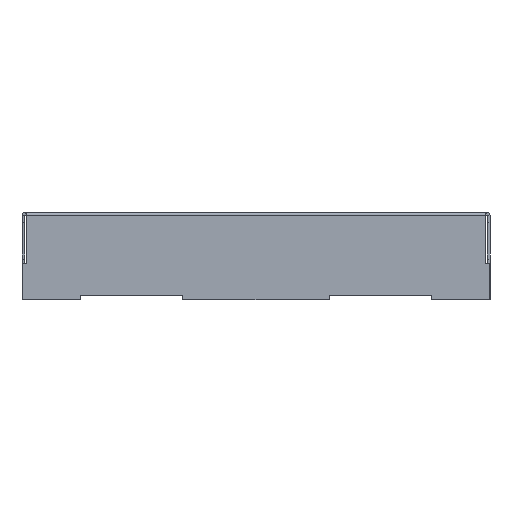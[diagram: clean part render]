
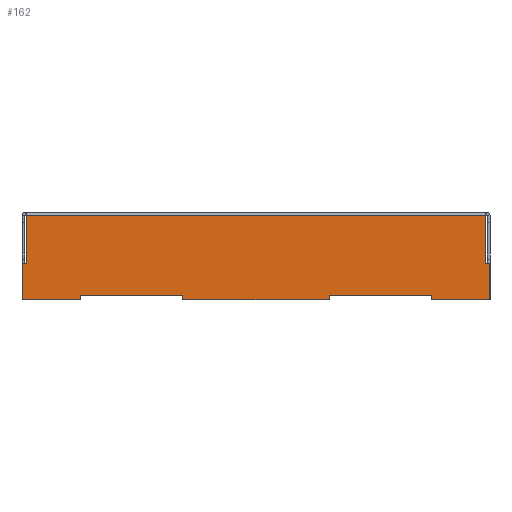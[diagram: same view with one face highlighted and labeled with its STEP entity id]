
A CAD part, front view. The second image highlights one B-rep face of the part: STEP entity #162.
In plain terms, the highlighted planar face has unit normal (0, -1, 0).
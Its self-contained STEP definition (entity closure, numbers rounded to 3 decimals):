
#4 = CARTESIAN_POINT ( 'NONE',  ( 12., -16., 6. ) ) ;
#30 = DIRECTION ( 'NONE',  ( 0., 0., 1. ) ) ;
#130 = VERTEX_POINT ( 'NONE', #4876 ) ;
#162 = ADVANCED_FACE ( 'NONE', ( #4542 ), #1402, .F. ) ;
#382 = LINE ( 'NONE', #950, #2167 ) ;
#458 = VECTOR ( 'NONE', #6757, 1000. ) ;
#465 = CARTESIAN_POINT ( 'NONE',  ( -5., -16., 0.3 ) ) ;
#595 = DIRECTION ( 'NONE',  ( 1., 0., 0. ) ) ;
#612 = EDGE_CURVE ( 'NONE', #5464, #2026, #3369, .T. ) ;
#643 = CARTESIAN_POINT ( 'NONE',  ( -12., -16., 0. ) ) ;
#684 = VERTEX_POINT ( 'NONE', #2141 ) ;
#694 = VECTOR ( 'NONE', #6568, 1000. ) ;
#736 = LINE ( 'NONE', #4667, #7294 ) ;
#819 = CARTESIAN_POINT ( 'NONE',  ( -16., -16., 0. ) ) ;
#878 = CARTESIAN_POINT ( 'NONE',  ( -15.694, -16., 5.79 ) ) ;
#950 = CARTESIAN_POINT ( 'NONE',  ( 5., -16., 6. ) ) ;
#976 = VERTEX_POINT ( 'NONE', #643 ) ;
#1006 = ORIENTED_EDGE ( 'NONE', *, *, #3774, .T. ) ;
#1163 = EDGE_LOOP ( 'NONE', ( #5990, #6155, #6365, #7102, #6052, #8035, #5353, #5594, #7300, #8603, #6020, #3604, #1653, #2606, #3950, #1006 ) ) ;
#1263 = CARTESIAN_POINT ( 'NONE',  ( -16., -16., 0. ) ) ;
#1367 = EDGE_CURVE ( 'NONE', #684, #6893, #382, .T. ) ;
#1370 = VERTEX_POINT ( 'NONE', #6715 ) ;
#1383 = DIRECTION ( 'NONE',  ( -1., 0., 0. ) ) ;
#1402 = PLANE ( 'NONE',  #2062 ) ;
#1460 = LINE ( 'NONE', #2037, #8452 ) ;
#1574 = VECTOR ( 'NONE', #4403, 1000. ) ;
#1653 = ORIENTED_EDGE ( 'NONE', *, *, #2394, .T. ) ;
#1934 = VECTOR ( 'NONE', #2205, 1000. ) ;
#2026 = VERTEX_POINT ( 'NONE', #4899 ) ;
#2037 = CARTESIAN_POINT ( 'NONE',  ( -12., -16., 6. ) ) ;
#2062 = AXIS2_PLACEMENT_3D ( 'NONE', #7251, #3742, #5329 ) ;
#2080 = DIRECTION ( 'NONE',  ( 1., 0., 0. ) ) ;
#2140 = CARTESIAN_POINT ( 'NONE',  ( -15.694, -16., 6. ) ) ;
#2141 = CARTESIAN_POINT ( 'NONE',  ( 5., -16., 0. ) ) ;
#2167 = VECTOR ( 'NONE', #5684, 1000. ) ;
#2180 = VECTOR ( 'NONE', #3234, 1000. ) ;
#2205 = DIRECTION ( 'NONE',  ( 0., 0., 1. ) ) ;
#2218 = DIRECTION ( 'NONE',  ( 1., 0., 0. ) ) ;
#2264 = LINE ( 'NONE', #7634, #7446 ) ;
#2276 = CARTESIAN_POINT ( 'NONE',  ( -16., -16., 0.3 ) ) ;
#2394 = EDGE_CURVE ( 'NONE', #4288, #684, #2469, .T. ) ;
#2399 = CARTESIAN_POINT ( 'NONE',  ( 15.994, -16., 0. ) ) ;
#2468 = LINE ( 'NONE', #819, #4074 ) ;
#2469 = LINE ( 'NONE', #1263, #5845 ) ;
#2539 = CARTESIAN_POINT ( 'NONE',  ( 15.994, -16., 0. ) ) ;
#2606 = ORIENTED_EDGE ( 'NONE', *, *, #1367, .T. ) ;
#2708 = CARTESIAN_POINT ( 'NONE',  ( -15.694, -16., 5.79 ) ) ;
#2988 = VERTEX_POINT ( 'NONE', #4259 ) ;
#3109 = CARTESIAN_POINT ( 'NONE',  ( -15.994, -16., 0. ) ) ;
#3234 = DIRECTION ( 'NONE',  ( 0., 0., -1. ) ) ;
#3260 = LINE ( 'NONE', #2708, #4847 ) ;
#3320 = DIRECTION ( 'NONE',  ( 0., 0., -1. ) ) ;
#3369 = LINE ( 'NONE', #2140, #1574 ) ;
#3401 = VECTOR ( 'NONE', #2080, 1000. ) ;
#3459 = VERTEX_POINT ( 'NONE', #6384 ) ;
#3604 = ORIENTED_EDGE ( 'NONE', *, *, #4700, .T. ) ;
#3656 = CARTESIAN_POINT ( 'NONE',  ( -5., -16., 0. ) ) ;
#3742 = DIRECTION ( 'NONE',  ( 0., 1., 0. ) ) ;
#3763 = LINE ( 'NONE', #6246, #1934 ) ;
#3774 = EDGE_CURVE ( 'NONE', #130, #1370, #3838, .T. ) ;
#3798 = EDGE_CURVE ( 'NONE', #6893, #130, #7012, .T. ) ;
#3838 = LINE ( 'NONE', #4, #458 ) ;
#3950 = ORIENTED_EDGE ( 'NONE', *, *, #3798, .T. ) ;
#4074 = VECTOR ( 'NONE', #6884, 1000. ) ;
#4259 = CARTESIAN_POINT ( 'NONE',  ( 15.994, -16., 2.5 ) ) ;
#4288 = VERTEX_POINT ( 'NONE', #3656 ) ;
#4304 = LINE ( 'NONE', #5214, #694 ) ;
#4310 = DIRECTION ( 'NONE',  ( 1., 0., 0. ) ) ;
#4403 = DIRECTION ( 'NONE',  ( 0., 0., -1. ) ) ;
#4542 = FACE_OUTER_BOUND ( 'NONE', #1163, .T. ) ;
#4554 = EDGE_CURVE ( 'NONE', #7166, #8288, #4963, .T. ) ;
#4654 = CARTESIAN_POINT ( 'NONE',  ( -16., -16., 0. ) ) ;
#4667 = CARTESIAN_POINT ( 'NONE',  ( -5., -16., 6. ) ) ;
#4700 = EDGE_CURVE ( 'NONE', #5094, #4288, #736, .T. ) ;
#4716 = VECTOR ( 'NONE', #4310, 1000. ) ;
#4738 = EDGE_CURVE ( 'NONE', #976, #3459, #1460, .T. ) ;
#4744 = EDGE_CURVE ( 'NONE', #7813, #5464, #3260, .T. ) ;
#4847 = VECTOR ( 'NONE', #1383, 1000. ) ;
#4876 = CARTESIAN_POINT ( 'NONE',  ( 12., -16., 0.3 ) ) ;
#4899 = CARTESIAN_POINT ( 'NONE',  ( -15.694, -16., 2.5 ) ) ;
#4914 = LINE ( 'NONE', #4654, #8304 ) ;
#4963 = LINE ( 'NONE', #3109, #6753 ) ;
#5089 = VERTEX_POINT ( 'NONE', #5840 ) ;
#5094 = VERTEX_POINT ( 'NONE', #465 ) ;
#5214 = CARTESIAN_POINT ( 'NONE',  ( 15.994, -16., 2.5 ) ) ;
#5329 = DIRECTION ( 'NONE',  ( 0., 0., 1. ) ) ;
#5353 = ORIENTED_EDGE ( 'NONE', *, *, #8544, .F. ) ;
#5464 = VERTEX_POINT ( 'NONE', #878 ) ;
#5532 = EDGE_CURVE ( 'NONE', #3459, #5094, #6518, .T. ) ;
#5594 = ORIENTED_EDGE ( 'NONE', *, *, #4554, .F. ) ;
#5609 = CARTESIAN_POINT ( 'NONE',  ( 5., -16., 0.3 ) ) ;
#5684 = DIRECTION ( 'NONE',  ( 0., 0., 1. ) ) ;
#5840 = CARTESIAN_POINT ( 'NONE',  ( 15.694, -16., 2.5 ) ) ;
#5845 = VECTOR ( 'NONE', #595, 1000. ) ;
#5902 = EDGE_CURVE ( 'NONE', #2988, #6336, #5978, .T. ) ;
#5978 = LINE ( 'NONE', #2539, #2180 ) ;
#5990 = ORIENTED_EDGE ( 'NONE', *, *, #6530, .T. ) ;
#6020 = ORIENTED_EDGE ( 'NONE', *, *, #5532, .T. ) ;
#6052 = ORIENTED_EDGE ( 'NONE', *, *, #4744, .T. ) ;
#6155 = ORIENTED_EDGE ( 'NONE', *, *, #5902, .F. ) ;
#6246 = CARTESIAN_POINT ( 'NONE',  ( 15.694, -16., 6. ) ) ;
#6336 = VERTEX_POINT ( 'NONE', #2399 ) ;
#6365 = ORIENTED_EDGE ( 'NONE', *, *, #7190, .T. ) ;
#6384 = CARTESIAN_POINT ( 'NONE',  ( -12., -16., 0.3 ) ) ;
#6518 = LINE ( 'NONE', #2276, #4716 ) ;
#6530 = EDGE_CURVE ( 'NONE', #1370, #6336, #4914, .T. ) ;
#6568 = DIRECTION ( 'NONE',  ( -1., 0., 0. ) ) ;
#6633 = EDGE_CURVE ( 'NONE', #7166, #976, #2468, .T. ) ;
#6674 = DIRECTION ( 'NONE',  ( 1., 0., 0. ) ) ;
#6715 = CARTESIAN_POINT ( 'NONE',  ( 12., -16., 0. ) ) ;
#6732 = CARTESIAN_POINT ( 'NONE',  ( -15.994, -16., 2.5 ) ) ;
#6753 = VECTOR ( 'NONE', #7173, 1000. ) ;
#6757 = DIRECTION ( 'NONE',  ( 0., 0., -1. ) ) ;
#6884 = DIRECTION ( 'NONE',  ( 1., 0., 0. ) ) ;
#6893 = VERTEX_POINT ( 'NONE', #5609 ) ;
#7012 = LINE ( 'NONE', #8188, #3401 ) ;
#7102 = ORIENTED_EDGE ( 'NONE', *, *, #7468, .T. ) ;
#7166 = VERTEX_POINT ( 'NONE', #7240 ) ;
#7173 = DIRECTION ( 'NONE',  ( 0., 0., 1. ) ) ;
#7190 = EDGE_CURVE ( 'NONE', #2988, #5089, #4304, .T. ) ;
#7240 = CARTESIAN_POINT ( 'NONE',  ( -15.994, -16., 0. ) ) ;
#7251 = CARTESIAN_POINT ( 'NONE',  ( -16., -16., 6. ) ) ;
#7294 = VECTOR ( 'NONE', #3320, 1000. ) ;
#7300 = ORIENTED_EDGE ( 'NONE', *, *, #6633, .T. ) ;
#7446 = VECTOR ( 'NONE', #2218, 1000. ) ;
#7468 = EDGE_CURVE ( 'NONE', #5089, #7813, #3763, .T. ) ;
#7634 = CARTESIAN_POINT ( 'NONE',  ( -15.994, -16., 2.5 ) ) ;
#7813 = VERTEX_POINT ( 'NONE', #7996 ) ;
#7996 = CARTESIAN_POINT ( 'NONE',  ( 15.694, -16., 5.79 ) ) ;
#8035 = ORIENTED_EDGE ( 'NONE', *, *, #612, .T. ) ;
#8188 = CARTESIAN_POINT ( 'NONE',  ( -16., -16., 0.3 ) ) ;
#8288 = VERTEX_POINT ( 'NONE', #6732 ) ;
#8304 = VECTOR ( 'NONE', #6674, 1000. ) ;
#8452 = VECTOR ( 'NONE', #30, 1000. ) ;
#8544 = EDGE_CURVE ( 'NONE', #8288, #2026, #2264, .T. ) ;
#8603 = ORIENTED_EDGE ( 'NONE', *, *, #4738, .T. ) ;
